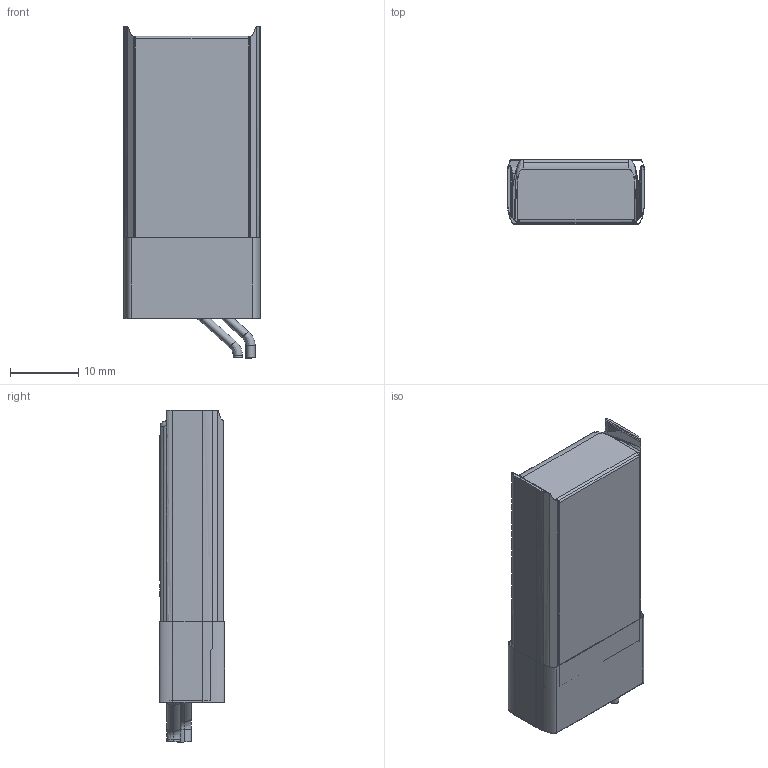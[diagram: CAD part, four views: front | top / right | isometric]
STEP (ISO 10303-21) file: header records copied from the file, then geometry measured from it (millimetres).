
FILE_DESCRIPTION (( 'STEP AP214' ), '1' );
FILE_NAME ('Lipo_2.STEP', '2025-12-23T13:41:12', ( '' ), ( '' ), 'SwSTEP 2.0', 'SolidWorks 2024', '' );
FILE_SCHEMA (( 'AUTOMOTIVE_DESIGN' ));
Length unit declared in the file: millimetre
Products named in the file (1): Lipo_2
Bounding box: 20.03 x 9.51 x 48.53 mm (x, y, z)
Volume: 6590.9 mm3; surface area: 5117.6 mm2
Topology: 7 solids, 7 shells, 572 faces, 1551 edges, 1017 vertices
Faces by surface type: bspline 366, plane 206
Entity records: 27720 total; most frequent: CARTESIAN_POINT 10052, ORIENTED_EDGE 3098, EDGE_CURVE 1549, DIRECTION 1231, VERTEX_POINT 1017, LINE 817, VECTOR 817, EDGE_LOOP 600
